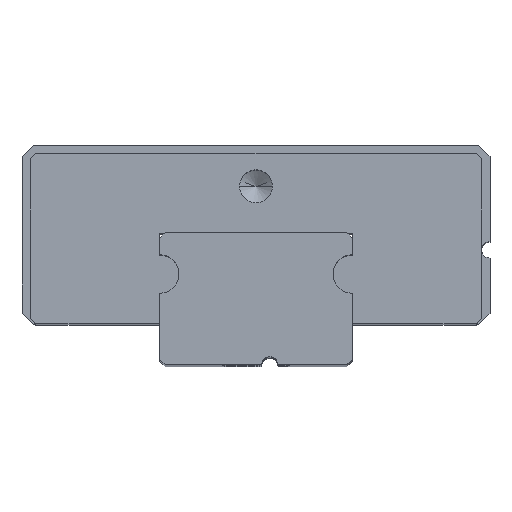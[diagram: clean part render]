
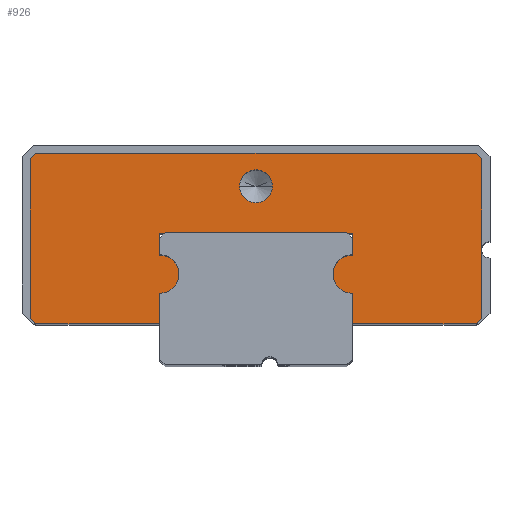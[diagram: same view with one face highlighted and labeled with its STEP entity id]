
A CAD part, top view. The second image highlights one B-rep face of the part: STEP entity #926.
In plain terms, the highlighted planar face has unit normal (0, 0, 1).
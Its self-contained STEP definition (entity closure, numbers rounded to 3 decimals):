
#1=CARTESIAN_POINT('',(-3.5,3.3,11.25));
#2=DIRECTION('',(0.,0.,-1.));
#3=DIRECTION('',(0.,1.,0.));
#4=AXIS2_PLACEMENT_3D('',#1,#2,#3);
#6=CARTESIAN_POINT('',(-3.5,3.3,11.25));
#7=DIRECTION('',(0.,0.,-1.));
#8=DIRECTION('',(1.,0.,0.));
#9=AXIS2_PLACEMENT_3D('',#6,#7,#8);
#11=DIRECTION('',(-1.,0.,0.));
#12=VECTOR('',#11,4.5);
#13=CARTESIAN_POINT('',(-3.5,1.5,11.25));
#14=LINE('',#13,#12);
#15=DIRECTION('',(-0.707,0.707,0.));
#16=VECTOR('',#15,0.283);
#17=CARTESIAN_POINT('',(-8.,1.5,11.25));
#18=LINE('',#17,#16);
#19=DIRECTION('',(0.,1.,0.));
#20=VECTOR('',#19,5.8);
#21=CARTESIAN_POINT('',(-8.2,1.7,11.25));
#22=LINE('',#21,#20);
#23=DIRECTION('',(0.707,0.707,0.));
#24=VECTOR('',#23,0.283);
#25=CARTESIAN_POINT('',(-8.2,7.5,11.25));
#26=LINE('',#25,#24);
#27=DIRECTION('',(1.,0.,0.));
#28=VECTOR('',#27,16.);
#29=CARTESIAN_POINT('',(-8.,7.7,11.25));
#30=LINE('',#29,#28);
#31=DIRECTION('',(0.707,-0.707,0.));
#32=VECTOR('',#31,0.283);
#33=CARTESIAN_POINT('',(8.,7.7,11.25));
#34=LINE('',#33,#32);
#35=DIRECTION('',(-0.707,-0.707,0.));
#36=VECTOR('',#35,0.283);
#37=CARTESIAN_POINT('',(8.2,1.7,11.25));
#38=LINE('',#37,#36);
#39=DIRECTION('',(-1.,0.,0.));
#40=VECTOR('',#39,4.5);
#41=CARTESIAN_POINT('',(8.,1.5,11.25));
#42=LINE('',#41,#40);
#43=CARTESIAN_POINT('',(3.5,3.3,11.25));
#44=DIRECTION('',(0.,0.,-1.));
#45=DIRECTION('',(0.,-1.,0.));
#46=AXIS2_PLACEMENT_3D('',#43,#44,#45);
#48=CARTESIAN_POINT('',(3.5,3.3,11.25));
#49=DIRECTION('',(0.,0.,-1.));
#50=DIRECTION('',(-1.,0.,0.));
#51=AXIS2_PLACEMENT_3D('',#48,#49,#50);
#53=CARTESIAN_POINT('',(0.,6.5,11.25));
#54=DIRECTION('',(0.,0.,1.));
#55=DIRECTION('',(1.,0.,0.));
#56=AXIS2_PLACEMENT_3D('',#53,#54,#55);
#58=CARTESIAN_POINT('',(0.,6.5,11.25));
#59=DIRECTION('',(0.,0.,1.));
#60=DIRECTION('',(-1.,0.,0.));
#61=AXIS2_PLACEMENT_3D('',#58,#59,#60);
#149=DIRECTION('',(0.,1.,0.));
#150=VECTOR('',#149,0.8);
#151=CARTESIAN_POINT('',(-3.5,4.,11.25));
#152=LINE('',#151,#150);
#157=DIRECTION('',(1.,0.,0.));
#158=VECTOR('',#157,7.);
#159=CARTESIAN_POINT('',(-3.5,4.8,11.25));
#160=LINE('',#159,#158);
#165=DIRECTION('',(0.,-1.,0.));
#166=VECTOR('',#165,0.8);
#167=CARTESIAN_POINT('',(3.5,4.8,11.25));
#168=LINE('',#167,#166);
#177=DIRECTION('',(0.,-1.,0.));
#178=VECTOR('',#177,1.1);
#179=CARTESIAN_POINT('',(3.5,2.6,11.25));
#180=LINE('',#179,#178);
#234=DIRECTION('',(0.,1.,0.));
#235=VECTOR('',#234,5.8);
#236=CARTESIAN_POINT('',(8.2,1.7,11.25));
#237=LINE('',#236,#235);
#424=DIRECTION('',(0.,1.,0.));
#425=VECTOR('',#424,1.1);
#426=CARTESIAN_POINT('',(-3.5,1.5,11.25));
#427=LINE('',#426,#425);
#669=CARTESIAN_POINT('',(-3.5,4.,11.25));
#670=CARTESIAN_POINT('',(-2.8,3.3,11.25));
#671=VERTEX_POINT('',#669);
#672=VERTEX_POINT('',#670);
#673=CARTESIAN_POINT('',(-3.5,2.6,11.25));
#674=VERTEX_POINT('',#673);
#675=CARTESIAN_POINT('',(-3.5,1.5,11.25));
#676=VERTEX_POINT('',#675);
#677=CARTESIAN_POINT('',(-8.,1.5,11.25));
#678=VERTEX_POINT('',#677);
#679=CARTESIAN_POINT('',(-8.2,1.7,11.25));
#680=VERTEX_POINT('',#679);
#681=CARTESIAN_POINT('',(-8.2,7.5,11.25));
#682=VERTEX_POINT('',#681);
#683=CARTESIAN_POINT('',(-8.,7.7,11.25));
#684=VERTEX_POINT('',#683);
#685=CARTESIAN_POINT('',(8.,7.7,11.25));
#686=VERTEX_POINT('',#685);
#687=CARTESIAN_POINT('',(8.2,7.5,11.25));
#688=VERTEX_POINT('',#687);
#689=CARTESIAN_POINT('',(8.2,1.7,11.25));
#690=VERTEX_POINT('',#689);
#691=CARTESIAN_POINT('',(8.,1.5,11.25));
#692=VERTEX_POINT('',#691);
#693=CARTESIAN_POINT('',(3.5,1.5,11.25));
#694=VERTEX_POINT('',#693);
#695=CARTESIAN_POINT('',(3.5,2.6,11.25));
#696=VERTEX_POINT('',#695);
#697=CARTESIAN_POINT('',(2.8,3.3,11.25));
#698=VERTEX_POINT('',#697);
#699=CARTESIAN_POINT('',(3.5,4.,11.25));
#700=VERTEX_POINT('',#699);
#701=CARTESIAN_POINT('',(3.5,4.8,11.25));
#702=VERTEX_POINT('',#701);
#703=CARTESIAN_POINT('',(-3.5,4.8,11.25));
#704=VERTEX_POINT('',#703);
#705=CARTESIAN_POINT('',(0.6,6.5,11.25));
#706=CARTESIAN_POINT('',(-0.6,6.5,11.25));
#707=VERTEX_POINT('',#705);
#708=VERTEX_POINT('',#706);
#877=CARTESIAN_POINT('',(8.5,4.2,11.25));
#878=DIRECTION('',(0.,0.,1.));
#879=DIRECTION('',(1.,0.,0.));
#880=AXIS2_PLACEMENT_3D('',#877,#878,#879);
#881=PLANE('',#880);
#883=ORIENTED_EDGE('',*,*,#882,.T.);
#885=ORIENTED_EDGE('',*,*,#884,.T.);
#887=ORIENTED_EDGE('',*,*,#886,.F.);
#889=ORIENTED_EDGE('',*,*,#888,.T.);
#891=ORIENTED_EDGE('',*,*,#890,.T.);
#893=ORIENTED_EDGE('',*,*,#892,.T.);
#895=ORIENTED_EDGE('',*,*,#894,.T.);
#897=ORIENTED_EDGE('',*,*,#896,.T.);
#899=ORIENTED_EDGE('',*,*,#898,.T.);
#901=ORIENTED_EDGE('',*,*,#900,.F.);
#903=ORIENTED_EDGE('',*,*,#902,.T.);
#905=ORIENTED_EDGE('',*,*,#904,.T.);
#907=ORIENTED_EDGE('',*,*,#906,.F.);
#909=ORIENTED_EDGE('',*,*,#908,.T.);
#911=ORIENTED_EDGE('',*,*,#910,.T.);
#913=ORIENTED_EDGE('',*,*,#912,.F.);
#915=ORIENTED_EDGE('',*,*,#914,.F.);
#917=ORIENTED_EDGE('',*,*,#916,.F.);
#918=EDGE_LOOP('',(#883,#885,#887,#889,#891,#893,#895,#897,#899,#901,#903,#905,
#907,#909,#911,#913,#915,#917));
#919=FACE_OUTER_BOUND('',#918,.F.);
#921=ORIENTED_EDGE('',*,*,#920,.T.);
#923=ORIENTED_EDGE('',*,*,#922,.T.);
#924=EDGE_LOOP('',(#921,#923));
#925=FACE_BOUND('',#924,.F.);
#926=ADVANCED_FACE('',(#919,#925),#881,.T.);
#5=CIRCLE('',#4,0.7);
#10=CIRCLE('',#9,0.7);
#47=CIRCLE('',#46,0.7);
#52=CIRCLE('',#51,0.7);
#57=CIRCLE('',#56,0.6);
#62=CIRCLE('',#61,0.6);
#882=EDGE_CURVE('',#671,#672,#5,.T.);
#884=EDGE_CURVE('',#672,#674,#10,.T.);
#886=EDGE_CURVE('',#676,#674,#427,.T.);
#888=EDGE_CURVE('',#676,#678,#14,.T.);
#890=EDGE_CURVE('',#678,#680,#18,.T.);
#892=EDGE_CURVE('',#680,#682,#22,.T.);
#894=EDGE_CURVE('',#682,#684,#26,.T.);
#896=EDGE_CURVE('',#684,#686,#30,.T.);
#898=EDGE_CURVE('',#686,#688,#34,.T.);
#900=EDGE_CURVE('',#690,#688,#237,.T.);
#902=EDGE_CURVE('',#690,#692,#38,.T.);
#904=EDGE_CURVE('',#692,#694,#42,.T.);
#906=EDGE_CURVE('',#696,#694,#180,.T.);
#908=EDGE_CURVE('',#696,#698,#47,.T.);
#910=EDGE_CURVE('',#698,#700,#52,.T.);
#912=EDGE_CURVE('',#702,#700,#168,.T.);
#914=EDGE_CURVE('',#704,#702,#160,.T.);
#916=EDGE_CURVE('',#671,#704,#152,.T.);
#920=EDGE_CURVE('',#707,#708,#57,.T.);
#922=EDGE_CURVE('',#708,#707,#62,.T.);
